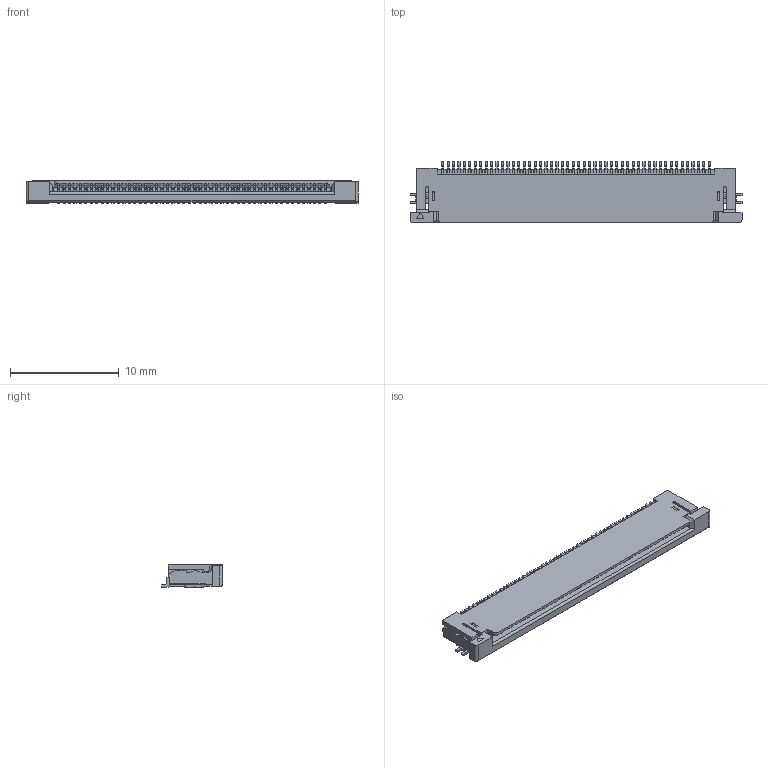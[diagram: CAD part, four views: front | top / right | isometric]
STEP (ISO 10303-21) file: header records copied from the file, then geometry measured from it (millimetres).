
FILE_DESCRIPTION(/* description */ (''),/* implementation_level */ '2;1');
FILE_NAME(/* name */ 'Molex 0541045033.step',/* time_stamp */ '2023-06-14T18:05:10+01:00',/* author */ (''),/* organization */ (''),/* preprocessor_version */ 'ST-DEVELOPER v19.2',/* originating_system */ 'Autodesk Translation Framework v12.6.0.85',/* authorisation */ '');
FILE_SCHEMA (('AUTOMOTIVE_DESIGN { 1 0 10303 214 3 1 1 }'));
Products named in the file (1): Molex 0541045033
Bounding box: 30.5 x 5.6 x 2.05 mm (x, y, z)
Volume: 204.2 mm3; surface area: 1466 mm2
Topology: 1 solids, 1 shells, 2369 faces, 7803 edges, 5130 vertices
Faces by surface type: plane 2206, cylinder 163
Entity records: 84728 total; most frequent: ORIENTED_EDGE 15606, CARTESIAN_POINT 15303, DIRECTION 12875, EDGE_CURVE 7803, LINE 7471, VECTOR 7471, VERTEX_POINT 5130, AXIS2_PLACEMENT_3D 2702
